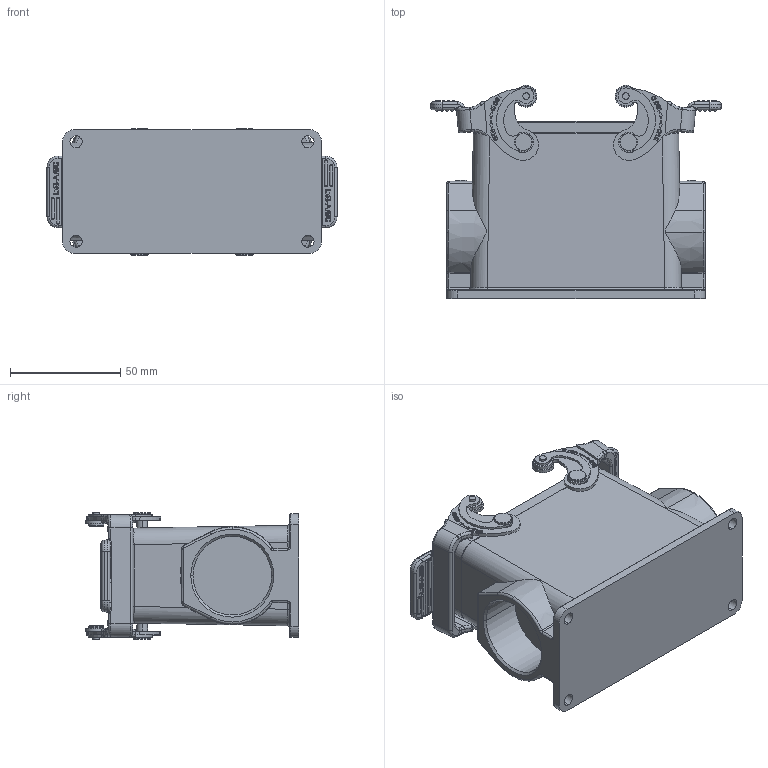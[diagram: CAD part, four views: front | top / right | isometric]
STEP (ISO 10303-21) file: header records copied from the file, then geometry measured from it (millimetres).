
FILE_DESCRIPTION(/* description */ (''),/* implementation_level */ '2;1');
FILE_NAME(/* name */ '3D_1240162415004_HV16B-SFH-2L_SC-M32_V1.1.stp',/* time_stamp */ '2024-01-02T14:37:44+08:00',/* author */ (''),/* organization */ (''),/* preprocessor_version */ 'ST-DEVELOPER v18.1',/* originating_system */ 'SIEMENS PLM Software NX 1980',/* authorisation */ '');
FILE_SCHEMA (('AUTOMOTIVE_DESIGN { 1 0 10303 214 3 1 1 1 }'));
Products named in the file (1): 145924985FBBm2ro
Bounding box: 131.4 x 96.5 x 57.5 mm (x, y, z)
Volume: 165040 mm3; surface area: 69334 mm2
Topology: 1 solids, 5 shells, 1503 faces, 4077 edges, 2691 vertices
Faces by surface type: plane 716, cylinder 463, torus 106, extrusion 84, bspline 48, cone 48, sphere 38
Entity records: 63455 total; most frequent: CARTESIAN_POINT 19271, ORIENTED_EDGE 8050, DIRECTION 6813, EDGE_CURVE 4033, VERTEX_POINT 2691, AXIS2_PLACEMENT_3D 2436, VECTOR 1941, LINE 1857
